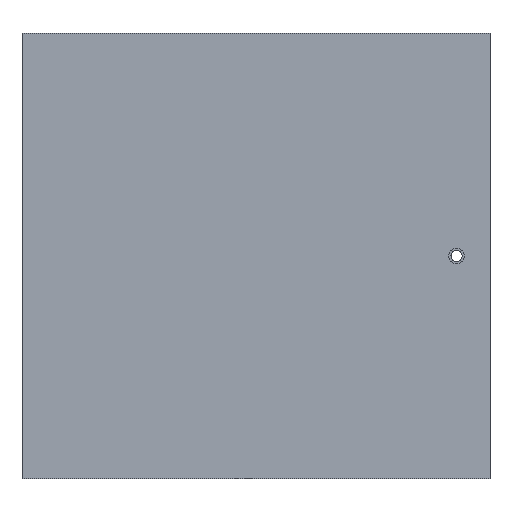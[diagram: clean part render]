
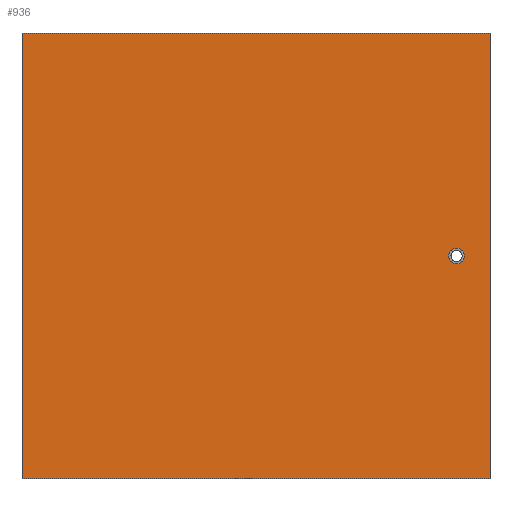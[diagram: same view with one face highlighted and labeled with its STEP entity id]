
A CAD part, left-side view. The second image highlights one B-rep face of the part: STEP entity #936.
In plain terms, the highlighted planar face has unit normal (-1, 0, 0).
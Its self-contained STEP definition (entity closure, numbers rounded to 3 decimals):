
#224 = CARTESIAN_POINT ( 'NONE',  ( 0., 210., 1. ) ) ;
#228 = PLANE ( 'NONE',  #427 ) ;
#233 = DIRECTION ( 'NONE',  ( 1., 0., 0. ) ) ;
#234 = DIRECTION ( 'NONE',  ( 0., 1., 0. ) ) ;
#303 = EDGE_CURVE ( 'NONE', #1731, #1715, #804, .T. ) ;
#309 = EDGE_CURVE ( 'NONE', #1388, #1388, #817, .T. ) ;
#310 = EDGE_CURVE ( 'NONE', #1715, #1723, #820, .T. ) ;
#311 = EDGE_CURVE ( 'NONE', #1716, #1723, #819, .T. ) ;
#312 = EDGE_CURVE ( 'NONE', #1731, #1716, #809, .T. ) ;
#427 = AXIS2_PLACEMENT_3D ( 'NONE', #224, #233, #234 ) ;
#454 = AXIS2_PLACEMENT_3D ( 'NONE', #1416, #1417, #1698 ) ;
#657 = EDGE_LOOP ( 'NONE', ( #745, #744, #747, #746 ) ) ;
#666 = EDGE_LOOP ( 'NONE', ( #742 ) ) ;
#742 = ORIENTED_EDGE ( 'NONE', *, *, #309, .F. ) ;
#744 = ORIENTED_EDGE ( 'NONE', *, *, #310, .T. ) ;
#745 = ORIENTED_EDGE ( 'NONE', *, *, #303, .T. ) ;
#746 = ORIENTED_EDGE ( 'NONE', *, *, #312, .F. ) ;
#747 = ORIENTED_EDGE ( 'NONE', *, *, #311, .F. ) ;
#804 = LINE ( 'NONE', #1365, #806 ) ;
#806 = VECTOR ( 'NONE', #1397, 1000. ) ;
#809 = LINE ( 'NONE', #1696, #825 ) ;
#817 = CIRCLE ( 'NONE', #454, 3.5 ) ;
#819 = LINE ( 'NONE', #1400, #821 ) ;
#820 = LINE ( 'NONE', #1396, #822 ) ;
#821 = VECTOR ( 'NONE', #1694, 1000. ) ;
#822 = VECTOR ( 'NONE', #1697, 1000. ) ;
#825 = VECTOR ( 'NONE', #1693, 1000. ) ;
#936 = ADVANCED_FACE ( 'NONE', ( #1217, #1223 ), #228, .F. ) ;
#1217 = FACE_BOUND ( 'NONE', #666, .T. ) ;
#1223 = FACE_OUTER_BOUND ( 'NONE', #657, .T. ) ;
#1365 = CARTESIAN_POINT ( 'NONE',  ( 0., 210., 1. ) ) ;
#1388 = VERTEX_POINT ( 'NONE', #1663 ) ;
#1396 = CARTESIAN_POINT ( 'NONE',  ( 0., 210., -199. ) ) ;
#1397 = DIRECTION ( 'NONE',  ( 0., 0., -1. ) ) ;
#1400 = CARTESIAN_POINT ( 'NONE',  ( 0., 0., 1. ) ) ;
#1416 = CARTESIAN_POINT ( 'NONE',  ( 0., 15., -99. ) ) ;
#1417 = DIRECTION ( 'NONE',  ( -1., 0., 0. ) ) ;
#1589 = CARTESIAN_POINT ( 'NONE',  ( 0., 210., -199. ) ) ;
#1590 = CARTESIAN_POINT ( 'NONE',  ( 0., 0., 1. ) ) ;
#1597 = CARTESIAN_POINT ( 'NONE',  ( 0., 0., -199. ) ) ;
#1605 = CARTESIAN_POINT ( 'NONE',  ( 0., 210., 1. ) ) ;
#1663 = CARTESIAN_POINT ( 'NONE',  ( 0., 11.5, -99. ) ) ;
#1693 = DIRECTION ( 'NONE',  ( 0., -1., 0. ) ) ;
#1694 = DIRECTION ( 'NONE',  ( 0., 0., -1. ) ) ;
#1696 = CARTESIAN_POINT ( 'NONE',  ( 0., 210., 1. ) ) ;
#1697 = DIRECTION ( 'NONE',  ( 0., -1., 0. ) ) ;
#1698 = DIRECTION ( 'NONE',  ( 0., -1., 0. ) ) ;
#1715 = VERTEX_POINT ( 'NONE', #1589 ) ;
#1716 = VERTEX_POINT ( 'NONE', #1590 ) ;
#1723 = VERTEX_POINT ( 'NONE', #1597 ) ;
#1731 = VERTEX_POINT ( 'NONE', #1605 ) ;
